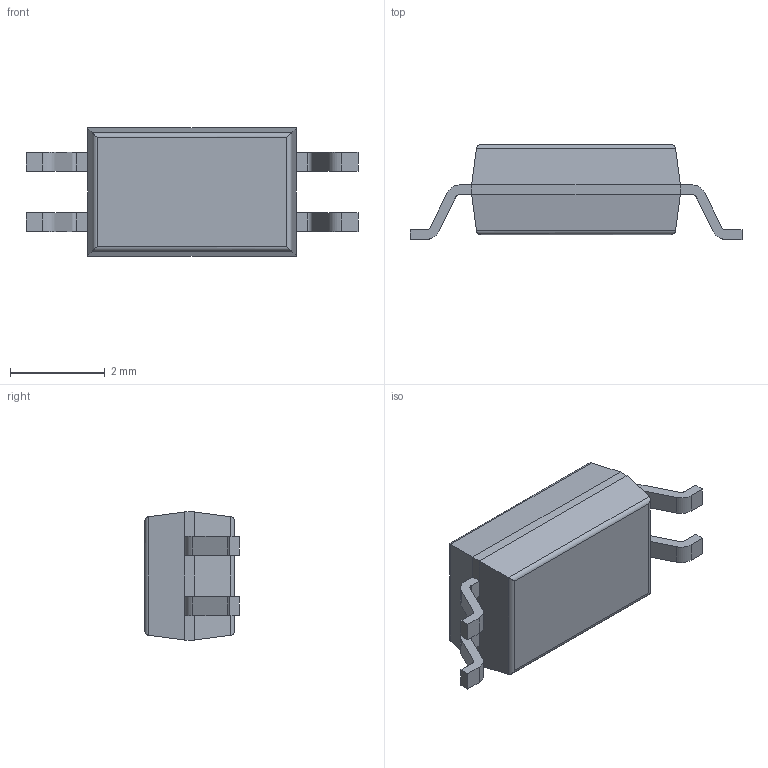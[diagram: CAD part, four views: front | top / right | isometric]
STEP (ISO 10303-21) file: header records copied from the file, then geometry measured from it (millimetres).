
FILE_DESCRIPTION (( 'STEP AP214' ), '1' );
FILE_NAME ('EL3H7(C)(TA)-VG.STEP', '2021-11-23T08:35:31', ( '' ), ( '' ), 'SwSTEP 2.0', 'SolidWorks 2017', '' );
FILE_SCHEMA (( 'AUTOMOTIVE_DESIGN' ));
Length unit declared in the file: millimetre
Products named in the file (1): EL3H7(C)(TA)-VG
Bounding box: 7 x 2 x 2.7 mm (x, y, z)
Volume: 21.8 mm3; surface area: 56.2 mm2
Topology: 6 solids, 6 shells, 85 faces, 200 edges, 128 vertices
Faces by surface type: plane 57, cylinder 28
Entity records: 2485 total; most frequent: CARTESIAN_POINT 438, DIRECTION 404, ORIENTED_EDGE 400, EDGE_CURVE 200, LINE 152, VECTOR 152, VERTEX_POINT 128, AXIS2_PLACEMENT_3D 126
